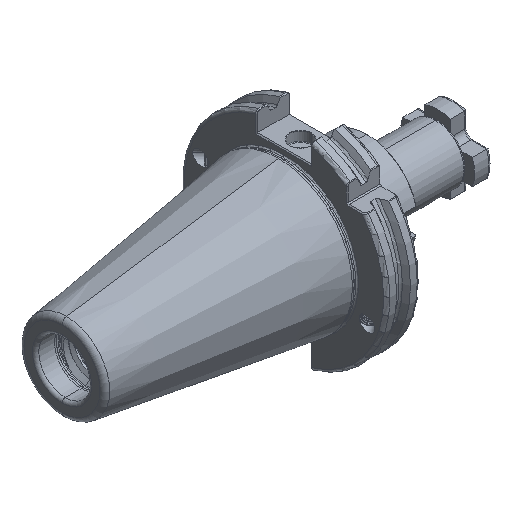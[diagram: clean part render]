
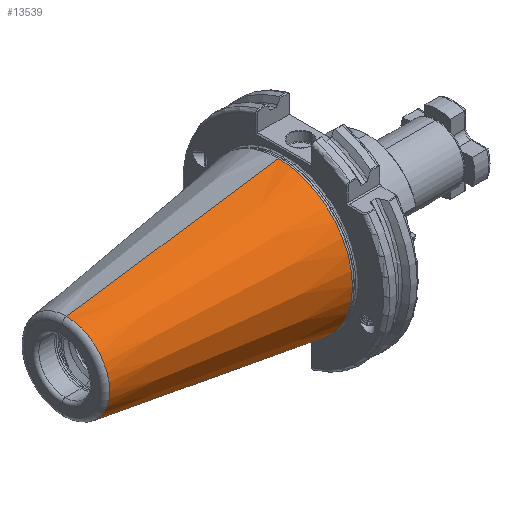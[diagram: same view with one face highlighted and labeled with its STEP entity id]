
A CAD part, isometric view. The second image highlights one B-rep face of the part: STEP entity #13539.
In plain terms, the highlighted conical face has half-angle 8.297 degrees and reference radius 35.392 mm.
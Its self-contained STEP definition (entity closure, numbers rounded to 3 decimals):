
#1524 = VECTOR ( 'NONE', #10382, 1000. ) ;
#1537 = LINE ( 'NONE', #10399, #1524 ) ;
#1598 = VECTOR ( 'NONE', #10484, 1000. ) ;
#1599 = LINE ( 'NONE', #10488, #1598 ) ;
#1632 = CIRCLE ( 'NONE', #21950, 35.027 ) ;
#2324 = ORIENTED_EDGE ( 'NONE', *, *, #14190, .F. ) ;
#2358 = ORIENTED_EDGE ( 'NONE', *, *, #12428, .T. ) ;
#4548 = CARTESIAN_POINT ( 'NONE',  ( -2.5, -35.027, 0. ) ) ;
#4591 = CARTESIAN_POINT ( 'NONE',  ( -102.811, 0., -20.399 ) ) ;
#4612 = CARTESIAN_POINT ( 'NONE',  ( -2.5, 0., 35.027 ) ) ;
#4614 = CARTESIAN_POINT ( 'NONE',  ( -102.811, 0., 20.399 ) ) ;
#4621 = CARTESIAN_POINT ( 'NONE',  ( -2.5, 0., -35.027 ) ) ;
#8627 = DIRECTION ( 'NONE',  ( 0., 0., -1. ) ) ;
#8644 = CARTESIAN_POINT ( 'NONE',  ( 0., 0., 0. ) ) ;
#8674 = DIRECTION ( 'NONE',  ( 1., 0., 0. ) ) ;
#10382 = DIRECTION ( 'NONE',  ( 0.99, 0., 0.144 ) ) ;
#10399 = CARTESIAN_POINT ( 'NONE',  ( 0., 0., 35.392 ) ) ;
#10484 = DIRECTION ( 'NONE',  ( 0.99, 0., -0.144 ) ) ;
#10488 = CARTESIAN_POINT ( 'NONE',  ( 0., 0., -35.392 ) ) ;
#10556 = CARTESIAN_POINT ( 'NONE',  ( -2.5, 0., 0. ) ) ;
#10578 = DIRECTION ( 'NONE',  ( 1., 0., 0. ) ) ;
#10582 = DIRECTION ( 'NONE',  ( 0., 1., 0. ) ) ;
#12416 = EDGE_CURVE ( 'NONE', #17345, #17449, #17902, .T. ) ;
#12428 = EDGE_CURVE ( 'NONE', #17438, #17454, #17924, .T. ) ;
#13539 = ADVANCED_FACE ( 'NONE', ( #20769 ), #20752, .T. ) ;
#14190 = EDGE_CURVE ( 'NONE', #17438, #17445, #1537, .T. ) ;
#14208 = EDGE_CURVE ( 'NONE', #17454, #17449, #1599, .T. ) ;
#14226 = EDGE_CURVE ( 'NONE', #17445, #17345, #1632, .T. ) ;
#17194 = EDGE_LOOP ( 'NONE', ( #2324, #2358, #22177, #22141, #22179 ) ) ;
#17345 = VERTEX_POINT ( 'NONE', #4548 ) ;
#17438 = VERTEX_POINT ( 'NONE', #4614 ) ;
#17445 = VERTEX_POINT ( 'NONE', #4612 ) ;
#17449 = VERTEX_POINT ( 'NONE', #4621 ) ;
#17454 = VERTEX_POINT ( 'NONE', #4591 ) ;
#17902 = CIRCLE ( 'NONE', #21437, 35.027 ) ;
#17924 = CIRCLE ( 'NONE', #21439, 20.399 ) ;
#20752 = CONICAL_SURFACE ( 'NONE', #21843, 35.392, 0.145 ) ;
#20769 = FACE_OUTER_BOUND ( 'NONE', #17194, .T. ) ;
#21437 = AXIS2_PLACEMENT_3D ( 'NONE', #29593, #29614, #29603 ) ;
#21439 = AXIS2_PLACEMENT_3D ( 'NONE', #29292, #29337, #29308 ) ;
#21843 = AXIS2_PLACEMENT_3D ( 'NONE', #8644, #8674, #8627 ) ;
#21950 = AXIS2_PLACEMENT_3D ( 'NONE', #10556, #10578, #10582 ) ;
#22141 = ORIENTED_EDGE ( 'NONE', *, *, #12416, .F. ) ;
#22177 = ORIENTED_EDGE ( 'NONE', *, *, #14208, .T. ) ;
#22179 = ORIENTED_EDGE ( 'NONE', *, *, #14226, .F. ) ;
#29292 = CARTESIAN_POINT ( 'NONE',  ( -102.811, 0., 0. ) ) ;
#29308 = DIRECTION ( 'NONE',  ( 0., 0., 1. ) ) ;
#29337 = DIRECTION ( 'NONE',  ( 1., 0., 0. ) ) ;
#29593 = CARTESIAN_POINT ( 'NONE',  ( -2.5, 0., 0. ) ) ;
#29603 = DIRECTION ( 'NONE',  ( 0., 1., 0. ) ) ;
#29614 = DIRECTION ( 'NONE',  ( 1., 0., 0. ) ) ;
